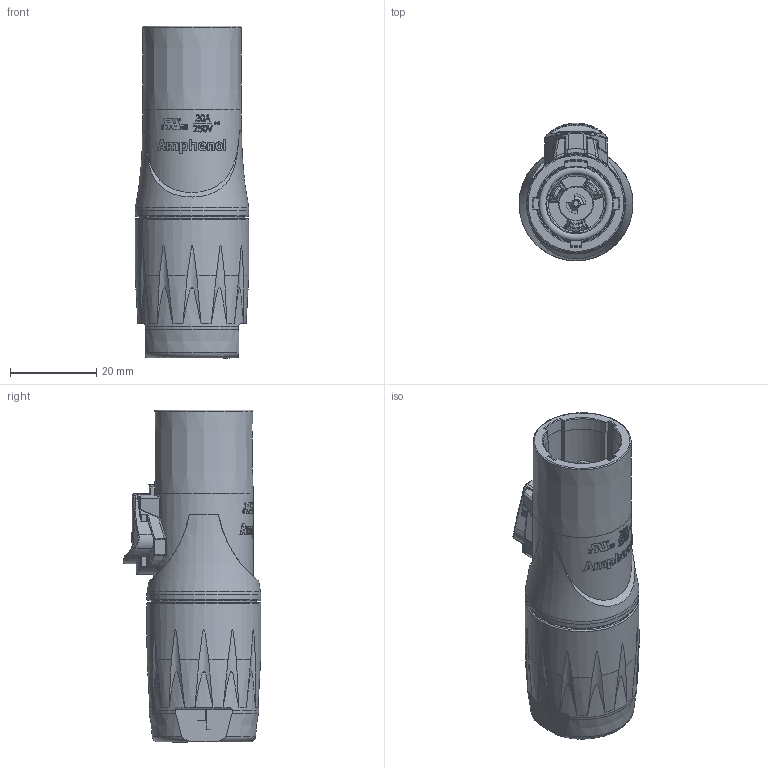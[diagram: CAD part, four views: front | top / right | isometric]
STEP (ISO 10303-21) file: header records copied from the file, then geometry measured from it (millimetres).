
FILE_DESCRIPTION(/* description */ (''),/* implementation_level */ '2;1');
FILE_NAME(/* name */ 'HPT-3-MJ.stp',/* time_stamp */ '2021-04-09T10:25:04+10:00',/* author */ ('thien'),/* organization */ (''),/* preprocessor_version */ 'ST-DEVELOPER v17',/* originating_system */ 'Autodesk Inventor 2018',/* authorisation */ '');
FILE_SCHEMA (('CONFIG_CONTROL_DESIGN'));
Products named in the file (21): HPT-3-MJ; 53490023-530; 53480171-530; 52590054-730; 52070010-330; 52730005-833; 51560155-930; 51270174-530; 50310058-230; 50300475-230; 50310059-230; 53570002-230; 50300477-230; 52500017-430; 52730004-830; 52180002-530 ; 50260025-530 ; 50120038-830 ; 52730010-830; 50120038-832; 52170083-530
Assembly tree (23 placements, depth 4):
  HPT-3-MJ
    53490023-530
      53480171-530
      52590054-730
      52070010-330
      52730005-833
    51560155-930
      51270174-530
      50310058-230  x2
        53570002-230
        50300475-230
        52500017-430
      50310059-230
        53570002-230
        50300477-230
        52500017-430
      52730004-830
    52180002-530 
      50260025-530 
      50120038-830 
      52730010-830
      50120038-832
    52170083-530
Bounding box: 26.5 x 32.02 x 77.2 mm (x, y, z)
Volume: 24655.1 mm3; surface area: 30208.7 mm2
Topology: 20 solids, 20 shells, 1889 faces, 5013 edges, 3261 vertices
Faces by surface type: plane 923, bspline 477, cylinder 332, torus 79, cone 74, sphere 4
Full cylindrical faces by diameter (mm): 2 x1, 3.242 x3, 4 x3, 8 x1, 11.4 x1, 12.8 x1, 12.85 x1, 16.2 x1, 16.5 x2, 19 x2, 19.2 x2, 19.4 x1, 19.75 x1, 20.2 x2, 21.8 x1, 22.132 x4, 22.2 x1, 22.3 x1, 22.526 x6, 24.2 x5, 24.3 x3, 26.5 x2
Entity records: 98778 total; most frequent: CARTESIAN_POINT 57135, ORIENTED_EDGE 9336, DIRECTION 7114, EDGE_CURVE 4668, VERTEX_POINT 3045, LINE 2466, VECTOR 2466, AXIS2_PLACEMENT_3D 2324
